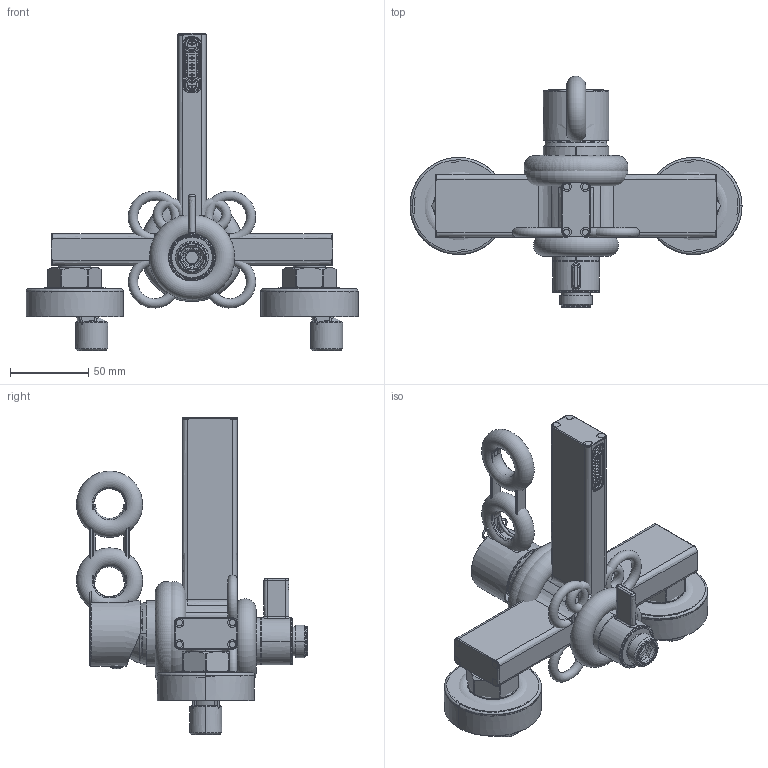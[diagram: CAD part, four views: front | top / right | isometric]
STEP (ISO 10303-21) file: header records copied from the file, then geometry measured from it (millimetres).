
FILE_DESCRIPTION((''),'2;1');
FILE_NAME('ASM0001_ASM','2020-07-02T',('fth20'),(''),'CREO PARAMETRIC BY PTC INC, 2015480','CREO PARAMETRIC BY PTC INC, 2015480','');
FILE_SCHEMA(('CONFIG_CONTROL_DESIGN'));
Products named in the file (23): 80T238211_1_1_1; 80P238181_1_1_1; 8JT238181_1_1_1; 8J11X15A_1_1_1; J10350A-R01_1_1_1; J10350B-R01_1_1_1; J10350_ASM_1_ASM_1_1_ASM; 8YG35000_1_1_1; 8ZG168060_1_1_1; 80P35VBQ2_1_1_1; 8EM5X5_1_1_2_1_1; 80N81050_1_1_2_1_1; 8JTSW001_1_1_1; 8NMSW001_1_1_1; 8J18X2A_1_1_1; 80Q54000_1_1_1; 8J24X15X3_1_1_1; 80Q01000_1_1_1; 8SJ23C64_1_1_1; 80M60004_1_1_1; VBQ238211_ASM_1_ASM_1_1_ASM; VBQ238211_ASM_ASM_1_1_ASM; ASM0001_ASM
Assembly tree (28 placements, depth 5):
  ASM0001_ASM
    VBQ238211_ASM_ASM_1_1_ASM
      VBQ238211_ASM_1_ASM_1_1_ASM
        80T238211_1_1_1
        80P238181_1_1_1
        8JT238181_1_1_1
        8J11X15A_1_1_1
        J10350_ASM_1_ASM_1_1_ASM
          J10350A-R01_1_1_1
          J10350B-R01_1_1_1
        8YG35000_1_1_1
        8ZG168060_1_1_1
        80P35VBQ2_1_1_1
        8EM5X5_1_1_2_1_1
        80N81050_1_1_2_1_1
        8JTSW001_1_1_1  x2
        8NMSW001_1_1_1  x2
        8J18X2A_1_1_1  x2
        80Q54000_1_1_1  x2
        8J24X15X3_1_1_1  x2
        80Q01000_1_1_1  x2
        8SJ23C64_1_1_1
        80M60004_1_1_1
Bounding box: 212 x 147.65 x 202.5 mm (x, y, z)
Surface area: 293183 mm2 (no closed solid volume)
Topology: 0 solids, 0 shells, 1422 faces, 7759 edges, 7616 vertices
Faces by surface type: bspline 1250, torus 170, sphere 2
Entity records: 125176 total; most frequent: CARTESIAN_POINT 64399, DIRECTION 9883, TRIMMED_CURVE 8093, VECTOR 6739, LINE 6739, DEFINITIONAL_REPRESENTATION 6682, PCURVE 6682, COMPOSITE_CURVE_SEGMENT 6682
